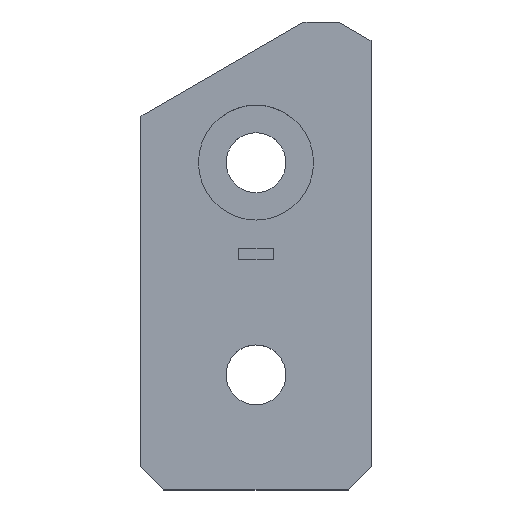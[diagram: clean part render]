
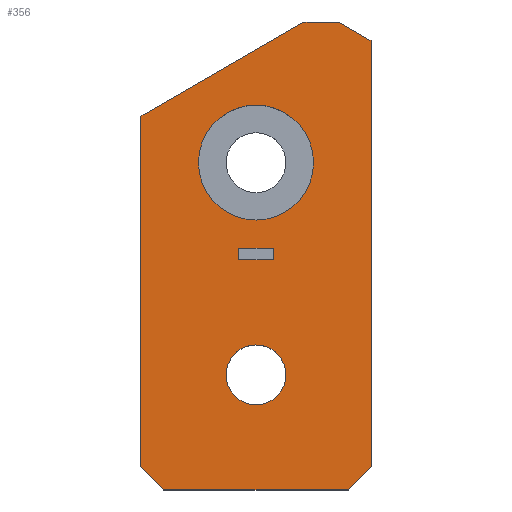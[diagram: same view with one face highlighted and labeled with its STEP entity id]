
A CAD part, top view. The second image highlights one B-rep face of the part: STEP entity #356.
In plain terms, the highlighted planar face has unit normal (0, 0, 1).
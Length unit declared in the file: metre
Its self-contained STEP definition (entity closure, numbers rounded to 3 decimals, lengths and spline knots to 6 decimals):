
#21=FACE_BOUND('',#61,.T.);
#22=FACE_BOUND('',#62,.T.);
#23=FACE_BOUND('',#63,.T.);
#27=CIRCLE('',#393,0.0026);
#28=CIRCLE('',#394,0.005);
#38=FACE_OUTER_BOUND('',#60,.T.);
#60=EDGE_LOOP('',(#265,#266,#267,#268,#269,#270,#271,#272));
#61=EDGE_LOOP('',(#273));
#62=EDGE_LOOP('',(#274));
#63=EDGE_LOOP('',(#275,#276,#277,#278));
#81=LINE('',#519,#121);
#85=LINE('',#526,#125);
#93=LINE('',#546,#133);
#94=LINE('',#549,#134);
#96=LINE('',#553,#136);
#97=LINE('',#555,#137);
#98=LINE('',#557,#138);
#99=LINE('',#558,#139);
#100=LINE('',#565,#140);
#101=LINE('',#567,#141);
#102=LINE('',#569,#142);
#103=LINE('',#570,#143);
#121=VECTOR('',#419,0.01);
#125=VECTOR('',#425,0.01);
#133=VECTOR('',#441,0.01);
#134=VECTOR('',#444,0.01);
#136=VECTOR('',#448,0.01);
#137=VECTOR('',#449,0.01);
#138=VECTOR('',#450,0.01);
#139=VECTOR('',#451,0.01);
#140=VECTOR('',#456,0.01);
#141=VECTOR('',#457,0.01);
#142=VECTOR('',#458,0.01);
#143=VECTOR('',#459,0.01);
#161=VERTEX_POINT('',#516);
#162=VERTEX_POINT('',#518);
#164=VERTEX_POINT('',#524);
#172=VERTEX_POINT('',#544);
#173=VERTEX_POINT('',#548);
#174=VERTEX_POINT('',#552);
#175=VERTEX_POINT('',#554);
#176=VERTEX_POINT('',#556);
#177=VERTEX_POINT('',#559);
#178=VERTEX_POINT('',#561);
#179=VERTEX_POINT('',#563);
#180=VERTEX_POINT('',#564);
#181=VERTEX_POINT('',#566);
#182=VERTEX_POINT('',#568);
#193=EDGE_CURVE('',#161,#162,#81,.T.);
#197=EDGE_CURVE('',#161,#164,#85,.T.);
#207=EDGE_CURVE('',#172,#164,#93,.T.);
#208=EDGE_CURVE('',#173,#162,#94,.T.);
#210=EDGE_CURVE('',#172,#174,#96,.T.);
#211=EDGE_CURVE('',#174,#175,#97,.T.);
#212=EDGE_CURVE('',#175,#176,#98,.T.);
#213=EDGE_CURVE('',#173,#176,#99,.T.);
#214=EDGE_CURVE('',#177,#177,#27,.T.);
#215=EDGE_CURVE('',#178,#178,#28,.T.);
#216=EDGE_CURVE('',#179,#180,#100,.T.);
#217=EDGE_CURVE('',#180,#181,#101,.T.);
#218=EDGE_CURVE('',#181,#182,#102,.T.);
#219=EDGE_CURVE('',#182,#179,#103,.T.);
#265=ORIENTED_EDGE('',*,*,#193,.F.);
#266=ORIENTED_EDGE('',*,*,#197,.T.);
#267=ORIENTED_EDGE('',*,*,#207,.F.);
#268=ORIENTED_EDGE('',*,*,#210,.T.);
#269=ORIENTED_EDGE('',*,*,#211,.T.);
#270=ORIENTED_EDGE('',*,*,#212,.T.);
#271=ORIENTED_EDGE('',*,*,#213,.F.);
#272=ORIENTED_EDGE('',*,*,#208,.T.);
#273=ORIENTED_EDGE('',*,*,#214,.T.);
#274=ORIENTED_EDGE('',*,*,#215,.T.);
#275=ORIENTED_EDGE('',*,*,#216,.T.);
#276=ORIENTED_EDGE('',*,*,#217,.T.);
#277=ORIENTED_EDGE('',*,*,#218,.T.);
#278=ORIENTED_EDGE('',*,*,#219,.T.);
#340=PLANE('',#392);
#356=ADVANCED_FACE('',(#38,#21,#22,#23),#340,.T.);
#392=AXIS2_PLACEMENT_3D('',#551,#446,#447);
#393=AXIS2_PLACEMENT_3D('',#560,#452,#453);
#394=AXIS2_PLACEMENT_3D('',#562,#454,#455);
#419=DIRECTION('',(-0.707,0.707,0.));
#425=DIRECTION('',(1.,0.,0.));
#441=DIRECTION('',(-0.707,-0.707,0.));
#444=DIRECTION('',(0.,-1.,0.));
#446=DIRECTION('center_axis',(0.,0.,1.));
#447=DIRECTION('ref_axis',(-1.,0.,0.));
#448=DIRECTION('',(0.,1.,0.));
#449=DIRECTION('',(-0.866,0.5,0.));
#450=DIRECTION('',(-1.,0.,0.));
#451=DIRECTION('',(0.866,0.5,0.));
#452=DIRECTION('center_axis',(0.,0.,-1.));
#453=DIRECTION('ref_axis',(1.,0.,0.));
#454=DIRECTION('center_axis',(0.,0.,-1.));
#455=DIRECTION('ref_axis',(-1.,0.,0.));
#456=DIRECTION('',(1.,0.,0.));
#457=DIRECTION('',(0.,-1.,0.));
#458=DIRECTION('',(-1.,0.,0.));
#459=DIRECTION('',(0.,1.,0.));
#516=CARTESIAN_POINT('',(-0.018,0.,0.034));
#518=CARTESIAN_POINT('',(-0.02,0.002,0.034));
#519=CARTESIAN_POINT('',(-0.022006,0.004006,0.034));
#524=CARTESIAN_POINT('',(-0.002,0.,0.034));
#526=CARTESIAN_POINT('',(-0.01,0.,0.034));
#544=CARTESIAN_POINT('',(0.,0.002,0.034));
#546=CARTESIAN_POINT('',(0.002006,0.004006,0.034));
#548=CARTESIAN_POINT('',(-0.02,0.0325,0.034));
#549=CARTESIAN_POINT('',(-0.02,0.019137,0.034));
#551=CARTESIAN_POINT('Origin',(-0.01,0.022024,0.034));
#552=CARTESIAN_POINT('',(0.,0.039047,0.034));
#553=CARTESIAN_POINT('',(0.,0.022024,0.034));
#554=CARTESIAN_POINT('',(-0.00283,0.040681,0.034));
#555=CARTESIAN_POINT('',(-0.002229,0.040334,0.034));
#556=CARTESIAN_POINT('',(-0.00583,0.040681,0.034));
#557=CARTESIAN_POINT('',(-0.007915,0.040681,0.034));
#558=CARTESIAN_POINT('',(-0.013518,0.036242,0.034));
#559=CARTESIAN_POINT('',(-0.0126,0.01,0.034));
#560=CARTESIAN_POINT('Origin',(-0.01,0.01,0.034));
#561=CARTESIAN_POINT('',(-0.005,0.028459,0.034));
#562=CARTESIAN_POINT('Origin',(-0.01,0.028459,0.034));
#563=CARTESIAN_POINT('',(-0.0115,0.021,0.034));
#564=CARTESIAN_POINT('',(-0.0085,0.021,0.034));
#565=CARTESIAN_POINT('',(-0.009,0.021,0.034));
#566=CARTESIAN_POINT('',(-0.0085,0.02,0.034));
#567=CARTESIAN_POINT('',(-0.0085,0.021012,0.034));
#568=CARTESIAN_POINT('',(-0.0115,0.02,0.034));
#569=CARTESIAN_POINT('',(-0.011,0.02,0.034));
#570=CARTESIAN_POINT('',(-0.0115,0.021512,0.034));
